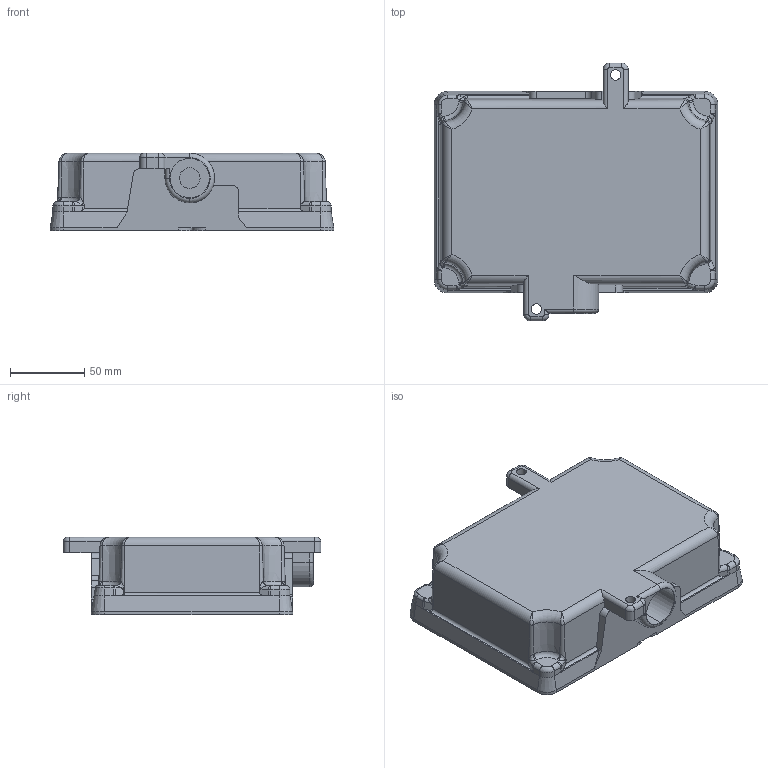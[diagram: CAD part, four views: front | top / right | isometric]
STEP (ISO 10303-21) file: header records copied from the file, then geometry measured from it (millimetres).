
FILE_DESCRIPTION (( 'STEP AP214' ), '1' );
FILE_NAME ('FXB-8.step', '2016-03-09T20:25:24', ( '' ), ( '' ), 'SwSTEP 2.0', 'SolidWorks 2015', '' );
FILE_SCHEMA (( 'AUTOMOTIVE_DESIGN' ));
Length unit declared in the file: millimetre
Products named in the file (1): FXB-8
Bounding box: 191.5 x 174 x 52.25 mm (x, y, z)
Volume: 458257.8 mm3; surface area: 118959 mm2
Topology: 3 solids, 3 shells, 382 faces, 998 edges, 615 vertices
Faces by surface type: plane 155, cylinder 135, cone 37, torus 33, bspline 18, sphere 4
Entity records: 18488 total; most frequent: CARTESIAN_POINT 8714, DIRECTION 1988, ORIENTED_EDGE 1980, EDGE_CURVE 990, AXIS2_PLACEMENT_3D 746, VERTEX_POINT 615, LINE 496, VECTOR 496
